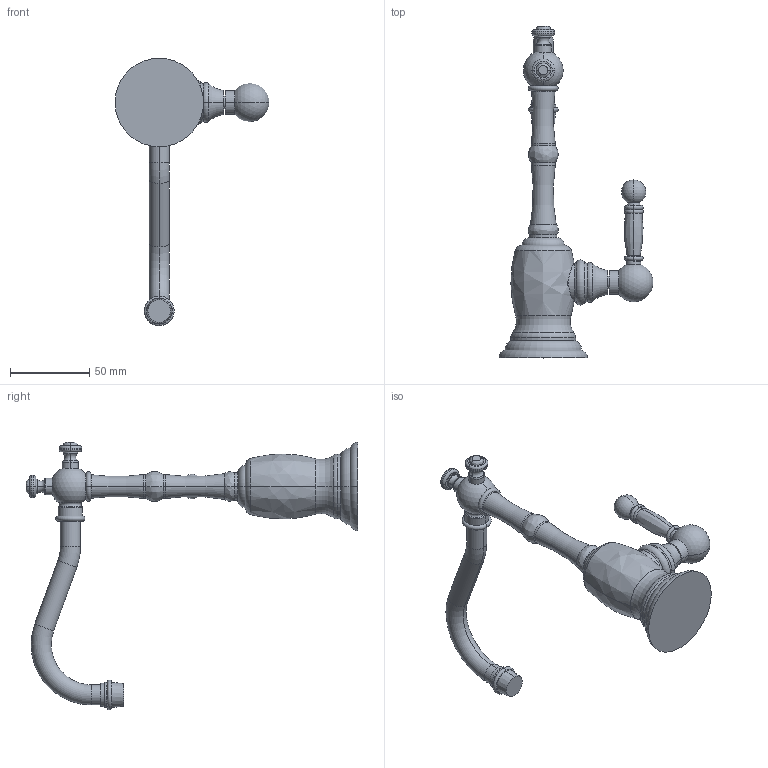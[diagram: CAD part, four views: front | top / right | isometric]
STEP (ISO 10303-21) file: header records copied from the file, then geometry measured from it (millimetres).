
FILE_DESCRIPTION((''),'2;1');
FILE_NAME('108H','2021-04-21T12:20:33',('jinson.thomas'),(''),'CREO PARAMETRIC BY PTC INC, 2018400','CREO PARAMETRIC BY PTC INC, 2018400','');
FILE_SCHEMA(('CONFIG_CONTROL_DESIGN'));
Length unit declared in the file: inch
Products named in the file (1): 108H
Bounding box: 97.23 x 209.59 x 168.99 mm (x, y, z)
Volume: 164665.2 mm3; surface area: 33973.9 mm2
Topology: 1 solids, 1 shells, 160 faces, 334 edges, 188 vertices
Faces by surface type: torus 74, cylinder 42, plane 20, bspline 12, sphere 6, cone 6
Entity records: 4544 total; most frequent: CARTESIAN_POINT 950, DIRECTION 902, ORIENTED_EDGE 660, AXIS2_PLACEMENT_3D 426, EDGE_CURVE 330, CIRCLE 278, VERTEX_POINT 188, EDGE_LOOP 176
